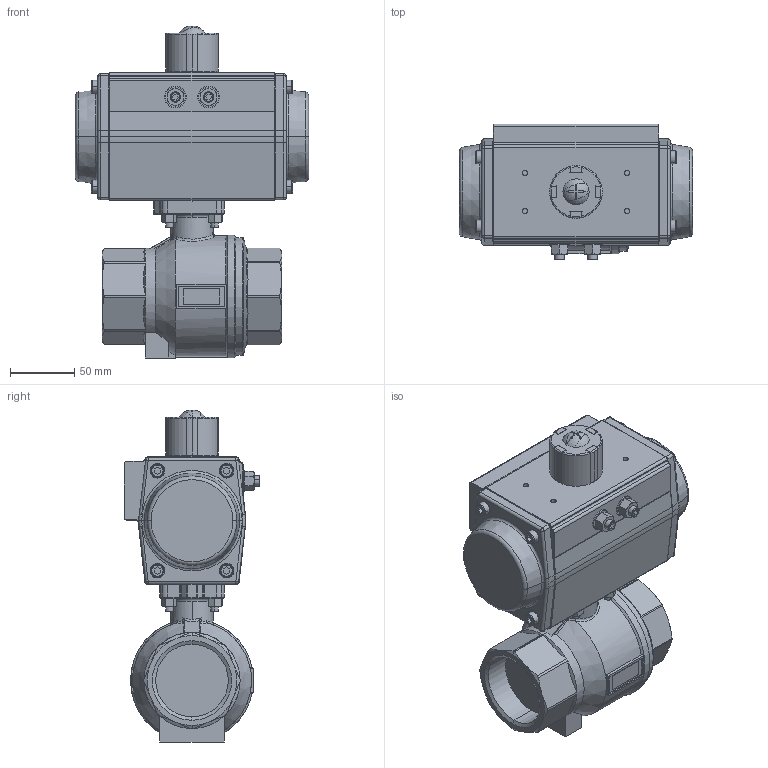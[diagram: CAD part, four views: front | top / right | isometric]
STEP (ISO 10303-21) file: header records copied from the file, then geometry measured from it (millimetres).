
FILE_DESCRIPTION(('HOOPS Exchange Step'),'2;1');
FILE_NAME('PK0200_DN50_DVGW.stp','2025-04-04T16:36:03+02:00',('nieru'),('Unknown organisation'),'HOOPS Exchange 2024.2','HOOPS Exchange','Unknown authorisation');
FILE_SCHEMA( ('AP203_CONFIGURATION_CONTROLLED_3D_DESIGN_OF_MECHANICAL_PARTS_AND_ASSEMBLIES_MIM_LF') );
Length unit declared in the file: millimetre
Products named in the file (5): 0; root
Assembly tree (4 placements, depth 3):
  root
    0
      0
      0
      0
Bounding box: 182 x 106 x 259.15 mm (x, y, z)
Volume: 1519079.7 mm3; surface area: 239350.1 mm2
Topology: 34 solids, 34 shells, 1508 faces, 3706 edges, 2309 vertices
Faces by surface type: plane 572, cylinder 443, cone 190, torus 156, bspline 109, sphere 38
Full cylindrical faces by diameter (mm): 6.8 x1
Entity records: 56833 total; most frequent: CARTESIAN_POINT 22400, ORIENTED_EDGE 7332, DIRECTION 6759, EDGE_CURVE 3666, AXIS2_PLACEMENT_3D 2586, VERTEX_POINT 2311, EDGE_LOOP 1659, FACE_BOUND 1659
